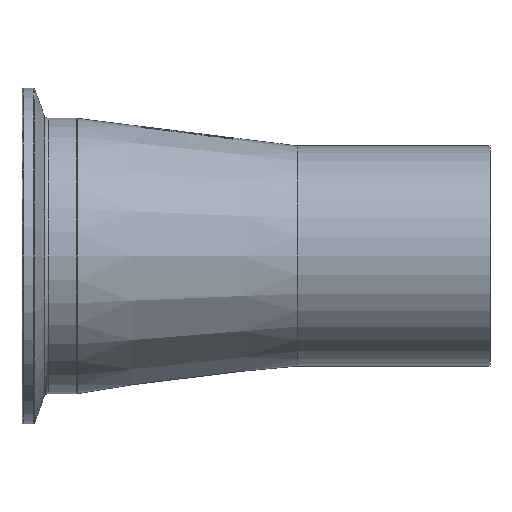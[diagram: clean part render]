
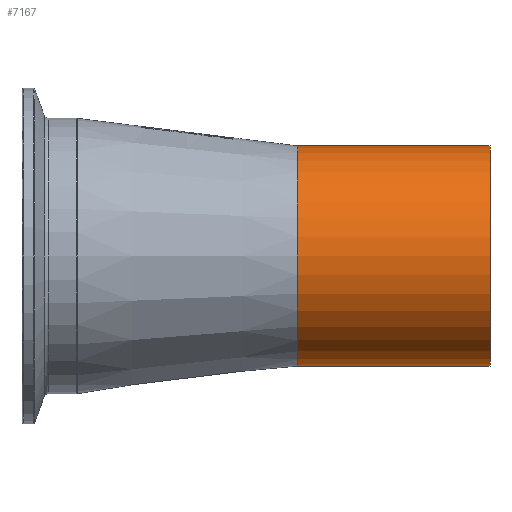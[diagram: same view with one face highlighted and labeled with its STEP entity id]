
A CAD part, front view. The second image highlights one B-rep face of the part: STEP entity #7167.
In plain terms, the highlighted cylindrical face has radius 25.4 mm (diameter 50.8 mm), a full revolution.
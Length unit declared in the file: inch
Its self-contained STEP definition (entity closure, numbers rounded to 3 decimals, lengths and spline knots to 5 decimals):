
#17=CYLINDRICAL_SURFACE('',#7566,1.);
#121=FACE_BOUND('',#1320,.T.);
#867=FACE_OUTER_BOUND('',#1319,.T.);
#1319=EDGE_LOOP('',(#6684));
#1320=EDGE_LOOP('',(#6685));
#2796=CIRCLE('',#7515,1.);
#2818=CIRCLE('',#7567,1.);
#3506=VERTEX_POINT('',#15829);
#3528=VERTEX_POINT('',#15903);
#4559=EDGE_CURVE('',#3506,#3506,#2796,.T.);
#4581=EDGE_CURVE('',#3528,#3528,#2818,.T.);
#6684=ORIENTED_EDGE('',*,*,#4581,.T.);
#6685=ORIENTED_EDGE('',*,*,#4559,.F.);
#7167=ADVANCED_FACE('',(#867,#121),#17,.T.);
#7515=AXIS2_PLACEMENT_3D('',#15830,#8738,#8739);
#7566=AXIS2_PLACEMENT_3D('',#15902,#8840,#8841);
#7567=AXIS2_PLACEMENT_3D('',#15904,#8842,#8843);
#8738=DIRECTION('center_axis',(-1.,0.,0.));
#8739=DIRECTION('ref_axis',(0.,0.,
1.));
#8840=DIRECTION('center_axis',(1.,0.,0.));
#8841=DIRECTION('ref_axis',(0.,0.,
1.));
#8842=DIRECTION('center_axis',(-1.,0.,0.));
#8843=DIRECTION('ref_axis',(0.,0.,
1.));
#15829=CARTESIAN_POINT('',(2.,0.,-1.));
#15830=CARTESIAN_POINT('Origin',(2.,0.,0.));
#15902=CARTESIAN_POINT('Origin',(2.,0.,0.));
#15903=CARTESIAN_POINT('',(3.75,0.,-1.));
#15904=CARTESIAN_POINT('Origin',(3.75,0.,0.));
